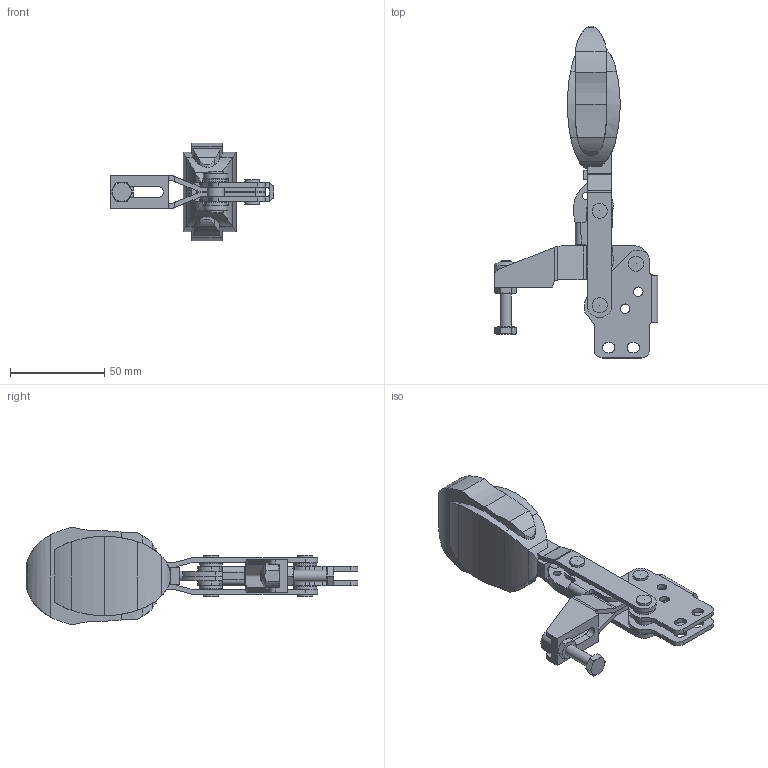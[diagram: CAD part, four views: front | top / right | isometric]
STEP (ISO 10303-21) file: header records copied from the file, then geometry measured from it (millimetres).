
FILE_DESCRIPTION( ( 'STEP AP214' ), '1' );
FILE_NAME( 'K0663.106101 STP.stp', '2020-10-15T07:57:01', ( '' ), ( '' ), ' ', 'PARTsolutions', ' ' );
FILE_SCHEMA( ( 'AUTOMOTIVE_DESIGN { 1 0 10303 214 1 1 1 1 }' ) );
Length unit declared in the file: millimetre
Products named in the file (16): K0663.1061010; _bby_fuss_2; _spannarm_bbu_2; _buchsen_AK02103; _bbw_lasche_2; _bee_raststueck_2; _buchse_m_bund_AK02102; _scheibe_drm12; _nieten_AK02006; _M 6_mutter_1; _M 6_35_1; _K0664.106; _bbv_spannhebel_2; _nieten_AK02009; _griff_sperre_2; _bbo_sicherung_3
Assembly tree (21 placements, depth 2):
  K0663.1061010
    _bby_fuss_2
    _spannarm_bbu_2
    _buchsen_AK02103  x2
    _bbw_lasche_2
    _bee_raststueck_2  x2
    _buchse_m_bund_AK02102  x2
    _scheibe_drm12  x2
    _nieten_AK02006  x2
    _M 6_mutter_1
    _M 6_35_1
    _K0664.106
    _bbv_spannhebel_2
    _nieten_AK02009  x2
    _griff_sperre_2
    _bbo_sicherung_3
Bounding box: 86.6 x 175.78 x 51.71 mm (x, y, z)
Volume: 101566.7 mm3; surface area: 49401.1 mm2
Topology: 21 solids, 21 shells, 477 faces, 1237 edges, 804 vertices
Faces by surface type: cylinder 214, plane 210, cone 44, sphere 9
Full cylindrical faces by diameter (mm): 4 x6, 4.917 x2, 5 x5, 5.2 x1, 5.5 x1, 6 x17, 8 x8, 8.5 x4, 8.6 x2, 8.9 x1, 9 x14, 12 x4
Entity records: 16718 total; most frequent: CARTESIAN_POINT 2921, DIRECTION 2108, ORIENTED_EDGE 2048, EDGE_CURVE 1024, AXIS2_PLACEMENT_3D 779, VERTEX_POINT 708, EDGE_LOOP 556, LINE 550
